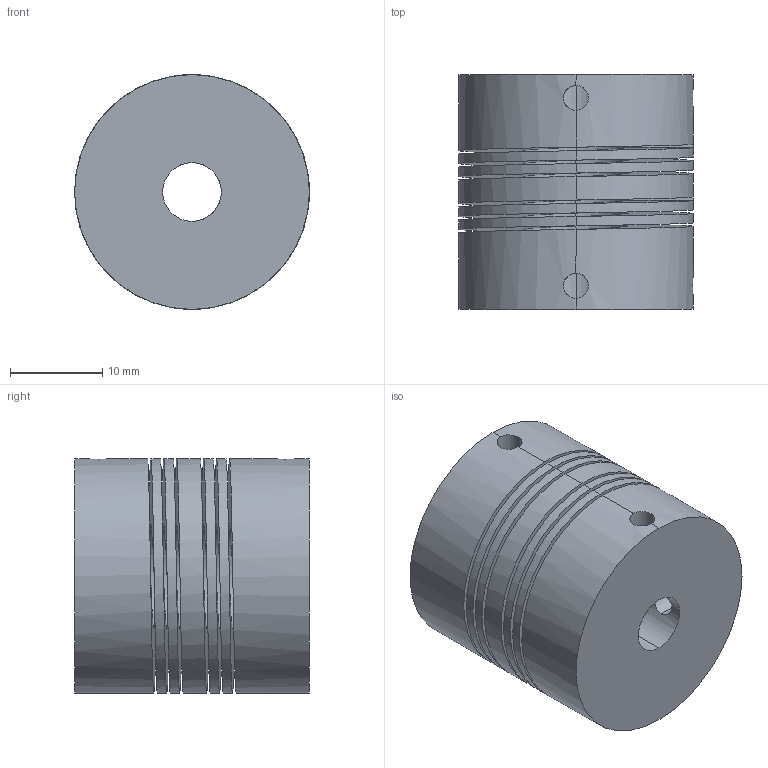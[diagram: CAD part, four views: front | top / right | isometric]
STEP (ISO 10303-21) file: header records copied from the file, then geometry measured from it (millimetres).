
FILE_DESCRIPTION (( 'STEP AP203' ), '1' );
FILE_NAME ('39074-00X coupling.STEP', '2019-02-06T20:51:45', ( '' ), ( '' ), 'SwSTEP 2.0', 'SolidWorks 2017', '' );
FILE_SCHEMA (( 'CONFIG_CONTROL_DESIGN' ));
Length unit declared in the file: inch
Products named in the file (1): 39074-00X coupling
Bounding box: 25.4 x 25.4 x 25.4 mm (x, y, z)
Volume: 10201 mm3; surface area: 8665.7 mm2
Topology: 1 solids, 1 shells, 50 faces, 168 edges, 112 vertices
Faces by surface type: cylinder 38, plane 8, bspline 4
Entity records: 2877 total; most frequent: CARTESIAN_POINT 1533, ORIENTED_EDGE 336, DIRECTION 198, EDGE_CURVE 168, VERTEX_POINT 112, AXIS2_PLACEMENT_3D 67, VECTOR 64, LINE 64
